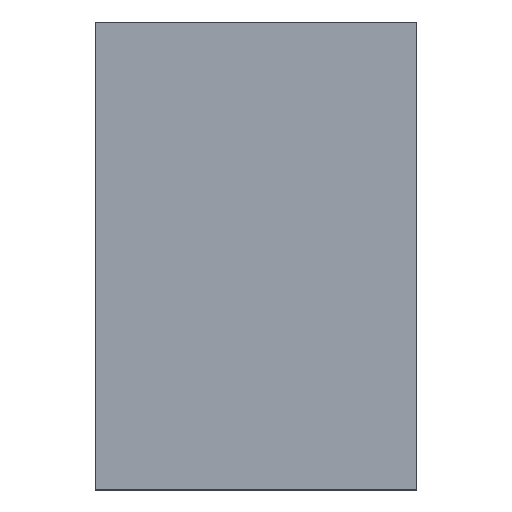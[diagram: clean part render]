
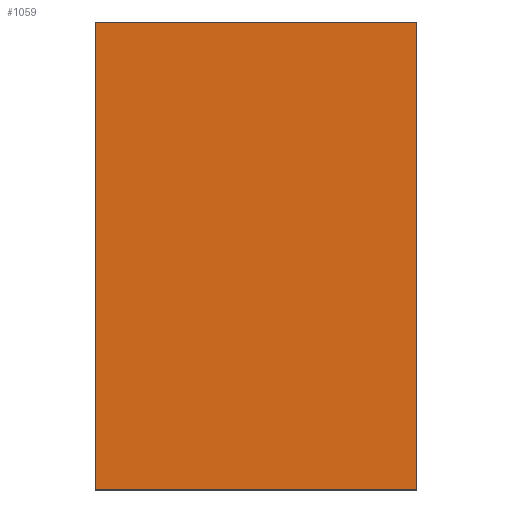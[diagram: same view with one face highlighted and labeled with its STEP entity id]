
A CAD part, left-side view. The second image highlights one B-rep face of the part: STEP entity #1059.
In plain terms, the highlighted planar face has unit normal (-1, 0, 0).
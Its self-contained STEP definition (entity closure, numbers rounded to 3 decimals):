
#15 = DIRECTION ( 'NONE',  ( 0., -1., 0. ) ) ;
#90 = PLANE ( 'NONE',  #293 ) ;
#91 = VECTOR ( 'NONE', #15, 1000. ) ;
#201 = LINE ( 'NONE', #365, #91 ) ;
#203 = VECTOR ( 'NONE', #893, 1000. ) ;
#263 = FACE_OUTER_BOUND ( 'NONE', #923, .T. ) ;
#267 = CARTESIAN_POINT ( 'NONE',  ( -0.775, 0., 0.4 ) ) ;
#270 = CARTESIAN_POINT ( 'NONE',  ( -0.775, 0.55, -0.4 ) ) ;
#271 = VERTEX_POINT ( 'NONE', #1004 ) ;
#293 = AXIS2_PLACEMENT_3D ( 'NONE', #267, #696, #507 ) ;
#347 = VERTEX_POINT ( 'NONE', #961 ) ;
#354 = LINE ( 'NONE', #591, #1104 ) ;
#365 = CARTESIAN_POINT ( 'NONE',  ( -0.775, 0., -0.4 ) ) ;
#366 = CARTESIAN_POINT ( 'NONE',  ( -0.775, 0.55, 0.4 ) ) ;
#390 = VERTEX_POINT ( 'NONE', #270 ) ;
#443 = CARTESIAN_POINT ( 'NONE',  ( -0.775, 0., 0.4 ) ) ;
#465 = VERTEX_POINT ( 'NONE', #715 ) ;
#470 = LINE ( 'NONE', #366, #495 ) ;
#495 = VECTOR ( 'NONE', #812, 1000. ) ;
#507 = DIRECTION ( 'NONE',  ( 0., 0., -1. ) ) ;
#539 = EDGE_CURVE ( 'NONE', #347, #271, #1035, .T. ) ;
#576 = ORIENTED_EDGE ( 'NONE', *, *, #539, .F. ) ;
#591 = CARTESIAN_POINT ( 'NONE',  ( -0.775, 0., 0.4 ) ) ;
#599 = EDGE_CURVE ( 'NONE', #390, #271, #201, .T. ) ;
#649 = ORIENTED_EDGE ( 'NONE', *, *, #879, .F. ) ;
#696 = DIRECTION ( 'NONE',  ( 1., 0., 0. ) ) ;
#715 = CARTESIAN_POINT ( 'NONE',  ( -0.775, 0.55, 0.4 ) ) ;
#799 = ORIENTED_EDGE ( 'NONE', *, *, #599, .T. ) ;
#812 = DIRECTION ( 'NONE',  ( 0., 0., -1. ) ) ;
#846 = DIRECTION ( 'NONE',  ( 0., -1., 0. ) ) ;
#879 = EDGE_CURVE ( 'NONE', #465, #347, #354, .T. ) ;
#893 = DIRECTION ( 'NONE',  ( 0., 0., -1. ) ) ;
#923 = EDGE_LOOP ( 'NONE', ( #799, #576, #649, #985 ) ) ;
#961 = CARTESIAN_POINT ( 'NONE',  ( -0.775, 0., 0.4 ) ) ;
#985 = ORIENTED_EDGE ( 'NONE', *, *, #1108, .T. ) ;
#1004 = CARTESIAN_POINT ( 'NONE',  ( -0.775, 0., -0.4 ) ) ;
#1035 = LINE ( 'NONE', #443, #203 ) ;
#1059 = ADVANCED_FACE ( 'NONE', ( #263 ), #90, .F. ) ;
#1104 = VECTOR ( 'NONE', #846, 1000. ) ;
#1108 = EDGE_CURVE ( 'NONE', #465, #390, #470, .T. ) ;
